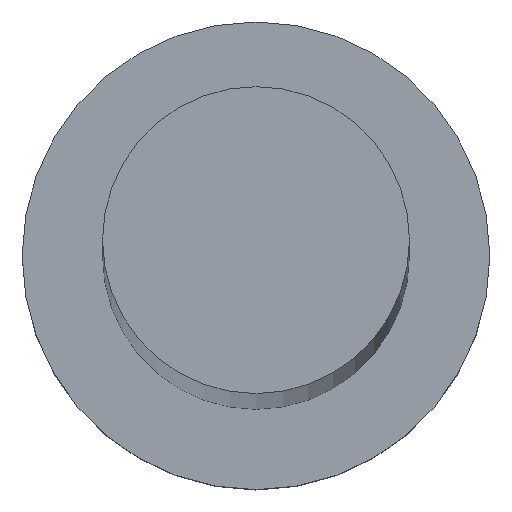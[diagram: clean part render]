
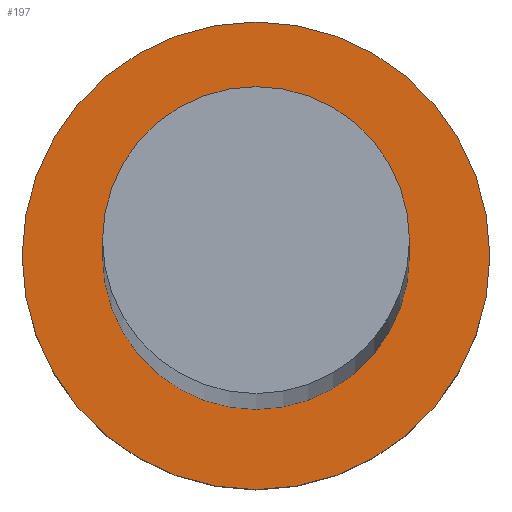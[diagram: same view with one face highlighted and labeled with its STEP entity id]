
A CAD part, top view. The second image highlights one B-rep face of the part: STEP entity #197.
In plain terms, the highlighted planar face has unit normal (0, 0, 1).
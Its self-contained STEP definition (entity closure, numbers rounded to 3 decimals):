
#2 = PLANE ( 'NONE',  #176 ) ;
#4 = ORIENTED_EDGE ( 'NONE', *, *, #128, .F. ) ;
#6 = AXIS2_PLACEMENT_3D ( 'NONE', #52, #133, #233 ) ;
#18 = CARTESIAN_POINT ( 'NONE',  ( -5.25, 0., 6.5 ) ) ;
#19 = VERTEX_POINT ( 'NONE', #221 ) ;
#25 = CARTESIAN_POINT ( 'NONE',  ( 8., 0., 6.5 ) ) ;
#38 = VERTEX_POINT ( 'NONE', #25 ) ;
#44 = CARTESIAN_POINT ( 'NONE',  ( 0., 0., 6.5 ) ) ;
#52 = CARTESIAN_POINT ( 'NONE',  ( 0., 0., 6.5 ) ) ;
#53 = DIRECTION ( 'NONE',  ( 0., 0., 1. ) ) ;
#56 = EDGE_CURVE ( 'NONE', #217, #38, #108, .T. ) ;
#57 = AXIS2_PLACEMENT_3D ( 'NONE', #156, #53, #214 ) ;
#58 = DIRECTION ( 'NONE',  ( 0., 0., 1. ) ) ;
#60 = EDGE_CURVE ( 'NONE', #38, #217, #104, .T. ) ;
#62 = CARTESIAN_POINT ( 'NONE',  ( -8., 0., 6.5 ) ) ;
#68 = DIRECTION ( 'NONE',  ( 1., 0., 0. ) ) ;
#69 = CARTESIAN_POINT ( 'NONE',  ( 0., 0., 6.5 ) ) ;
#81 = ORIENTED_EDGE ( 'NONE', *, *, #56, .T. ) ;
#82 = DIRECTION ( 'NONE',  ( 1., 0., 0. ) ) ;
#95 = FACE_BOUND ( 'NONE', #182, .T. ) ;
#104 = CIRCLE ( 'NONE', #158, 8. ) ;
#106 = DIRECTION ( 'NONE',  ( 0., 0., 1. ) ) ;
#108 = CIRCLE ( 'NONE', #152, 8. ) ;
#124 = ORIENTED_EDGE ( 'NONE', *, *, #184, .F. ) ;
#126 = CIRCLE ( 'NONE', #6, 5.25 ) ;
#128 = EDGE_CURVE ( 'NONE', #19, #201, #242, .T. ) ;
#133 = DIRECTION ( 'NONE',  ( 0., 0., 1. ) ) ;
#142 = ORIENTED_EDGE ( 'NONE', *, *, #60, .T. ) ;
#152 = AXIS2_PLACEMENT_3D ( 'NONE', #44, #169, #68 ) ;
#156 = CARTESIAN_POINT ( 'NONE',  ( 0., 0., 6.5 ) ) ;
#158 = AXIS2_PLACEMENT_3D ( 'NONE', #69, #106, #245 ) ;
#169 = DIRECTION ( 'NONE',  ( 0., 0., 1. ) ) ;
#176 = AXIS2_PLACEMENT_3D ( 'NONE', #238, #58, #82 ) ;
#182 = EDGE_LOOP ( 'NONE', ( #124, #4 ) ) ;
#184 = EDGE_CURVE ( 'NONE', #201, #19, #126, .T. ) ;
#197 = ADVANCED_FACE ( 'NONE', ( #95, #200 ), #2, .T. ) ;
#200 = FACE_OUTER_BOUND ( 'NONE', #236, .T. ) ;
#201 = VERTEX_POINT ( 'NONE', #18 ) ;
#214 = DIRECTION ( 'NONE',  ( 1., 0., 0. ) ) ;
#217 = VERTEX_POINT ( 'NONE', #62 ) ;
#221 = CARTESIAN_POINT ( 'NONE',  ( 5.25, 0., 6.5 ) ) ;
#233 = DIRECTION ( 'NONE',  ( 1., 0., 0. ) ) ;
#236 = EDGE_LOOP ( 'NONE', ( #81, #142 ) ) ;
#238 = CARTESIAN_POINT ( 'NONE',  ( 0., 0., 6.5 ) ) ;
#242 = CIRCLE ( 'NONE', #57, 5.25 ) ;
#245 = DIRECTION ( 'NONE',  ( 1., 0., 0. ) ) ;
